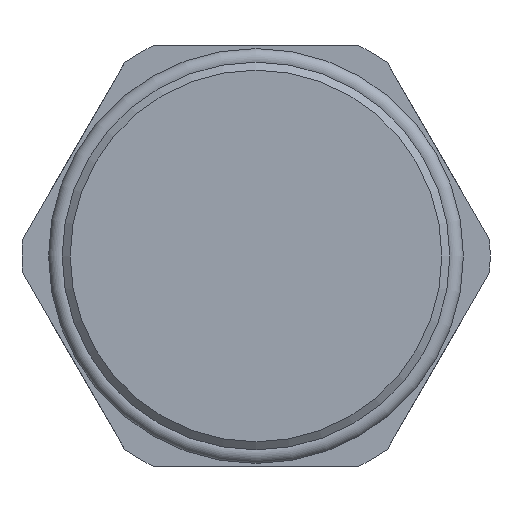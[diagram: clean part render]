
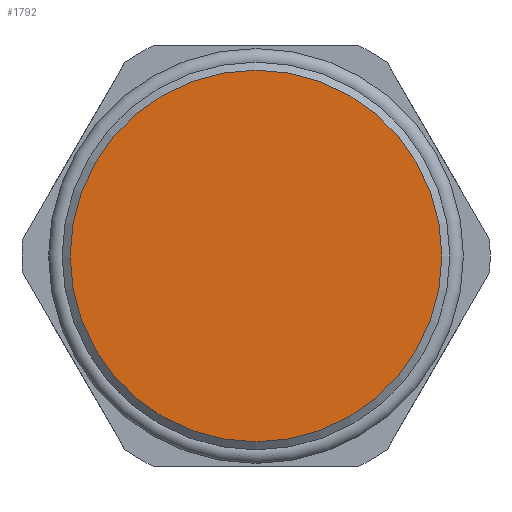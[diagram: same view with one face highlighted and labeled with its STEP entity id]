
A CAD part, front view. The second image highlights one B-rep face of the part: STEP entity #1792.
In plain terms, the highlighted planar face has unit normal (0, -1, 0).
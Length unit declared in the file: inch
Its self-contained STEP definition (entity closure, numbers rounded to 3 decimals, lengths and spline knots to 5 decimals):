
#1761=CARTESIAN_POINT('',(0.69537,-0.31642,0.0));
#1762=VERTEX_POINT('',#1761);
#1763=CARTESIAN_POINT('',(0.0,-0.31642,0.0));
#1764=DIRECTION('',(0.0,-1.0,0.0));
#1765=DIRECTION('',(1.0,0.0,0.0));
#1766=AXIS2_PLACEMENT_3D('',#1763,#1764,#1765);
#1767=CIRCLE('',#1766,0.69537);
#1768=EDGE_CURVE('',#1762,#1762,#1767,.T.);
#1784=CARTESIAN_POINT('',(0.68331,-0.31642,0.0));
#1785=DIRECTION('',(0.0,-1.0,0.0));
#1786=DIRECTION('',(0.0,0.0,-1.0));
#1787=AXIS2_PLACEMENT_3D('',#1784,#1785,#1786);
#1788=PLANE('',#1787);
#1789=ORIENTED_EDGE('',*,*,#1768,.T.);
#1790=EDGE_LOOP('',(#1789));
#1791=FACE_OUTER_BOUND('',#1790,.T.);
#1792=ADVANCED_FACE('',(#1791),#1788,.T.);
